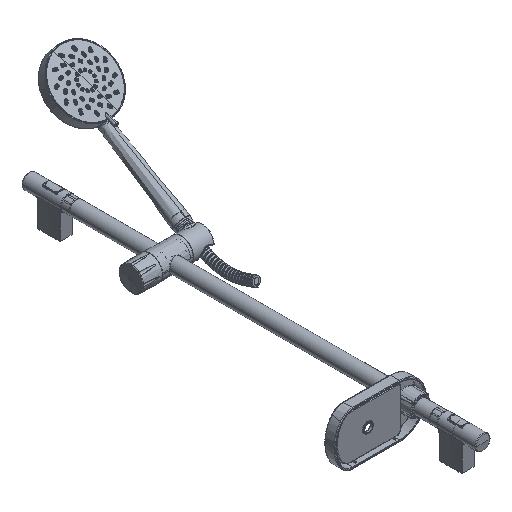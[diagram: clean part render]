
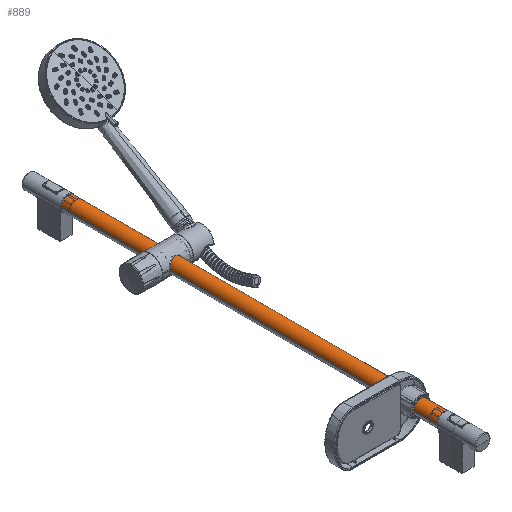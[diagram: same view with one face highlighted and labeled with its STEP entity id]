
A CAD part, isometric view. The second image highlights one B-rep face of the part: STEP entity #889.
In plain terms, the highlighted cylindrical face has radius 11 mm (diameter 22 mm), a partial arc.
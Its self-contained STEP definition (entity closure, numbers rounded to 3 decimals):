
#152=CARTESIAN_POINT('',(0.,0.,-304.));
#153=DIRECTION('',(0.,0.,1.));
#154=DIRECTION('',(1.,0.,0.));
#155=AXIS2_PLACEMENT_3D('',#152,#153,#154);
#222=DIRECTION('',(0.,0.,1.));
#223=VECTOR('',#222,608.);
#224=CARTESIAN_POINT('',(-11.,0.,-304.));
#225=LINE('',#224,#223);
#389=DIRECTION('',(0.,0.,1.));
#390=VECTOR('',#389,608.);
#391=CARTESIAN_POINT('',(11.,0.,-304.));
#392=LINE('',#391,#390);
#435=CARTESIAN_POINT('',(0.,0.,304.));
#436=DIRECTION('',(0.,0.,-1.));
#437=DIRECTION('',(-1.,0.,0.));
#438=AXIS2_PLACEMENT_3D('',#435,#436,#437);
#626=CARTESIAN_POINT('',(-11.,0.,-304.));
#627=VERTEX_POINT('',#626);
#628=CARTESIAN_POINT('',(-11.,0.,304.));
#629=VERTEX_POINT('',#628);
#642=CARTESIAN_POINT('',(11.,0.,304.));
#643=VERTEX_POINT('',#642);
#644=CARTESIAN_POINT('',(11.,0.,-304.));
#645=VERTEX_POINT('',#644);
#877=CARTESIAN_POINT('',(0.,0.,-334.4));
#878=DIRECTION('',(0.,0.,1.));
#879=DIRECTION('',(-1.,0.,0.));
#880=AXIS2_PLACEMENT_3D('',#877,#878,#879);
#881=CYLINDRICAL_SURFACE('',#880,11.);
#882=ORIENTED_EDGE('',*,*,#788,.T.);
#884=ORIENTED_EDGE('',*,*,#883,.F.);
#885=ORIENTED_EDGE('',*,*,#768,.F.);
#886=ORIENTED_EDGE('',*,*,#737,.F.);
#887=EDGE_LOOP('',(#882,#884,#885,#886));
#888=FACE_OUTER_BOUND('',#887,.F.);
#889=ADVANCED_FACE('',(#888),#881,.T.);
#156=CIRCLE('',#155,11.);
#439=CIRCLE('',#438,11.);
#737=EDGE_CURVE('',#645,#627,#156,.T.);
#768=EDGE_CURVE('',#627,#629,#225,.T.);
#788=EDGE_CURVE('',#645,#643,#392,.T.);
#883=EDGE_CURVE('',#629,#643,#439,.T.);
